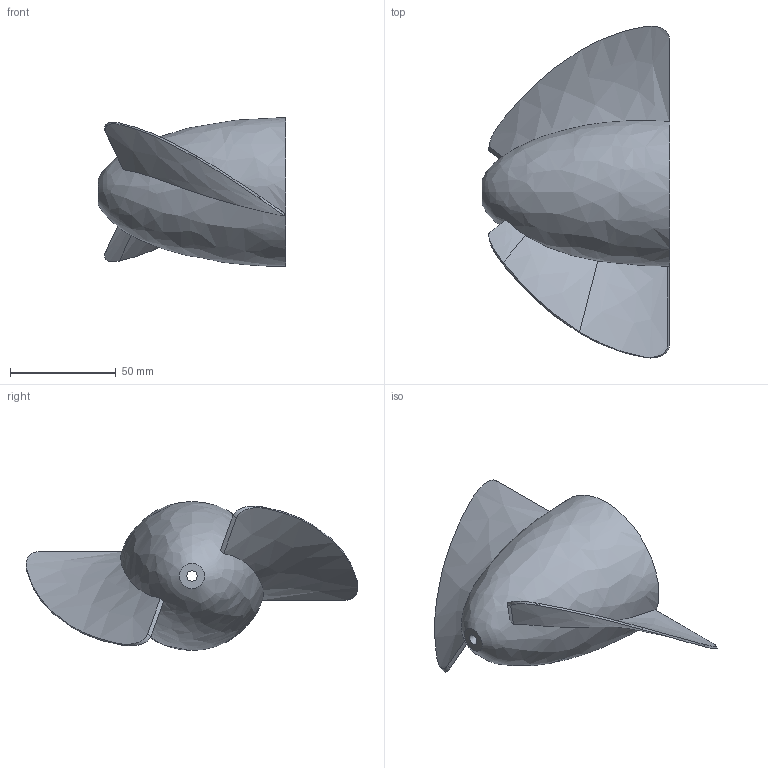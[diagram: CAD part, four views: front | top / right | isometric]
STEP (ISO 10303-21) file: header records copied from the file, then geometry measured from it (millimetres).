
FILE_DESCRIPTION(/* description */ (''),/* implementation_level */ '2;1');
FILE_NAME(/* name */ '6d8abc02-7034-4150-899e-2f8ab880e093.stp',/* time_stamp */ '2020-07-21T07:59:58+00:00',/* author */ (''),/* organization */ (''),/* preprocessor_version */ 'ST-DEVELOPER v18.1',/* originating_system */ 'Autodesk Translation Framework v9.3.0.1241',/* authorisation */ '');
FILE_SCHEMA (('AUTOMOTIVE_DESIGN { 1 0 10303 214 3 1 1 }'));
Length unit declared in the file: metre
Products named in the file (1): Propeller
Bounding box: 88.71 x 156.66 x 70.3 mm (x, y, z)
Volume: 219673.7 mm3; surface area: 39604 mm2
Topology: 1 solids, 1 shells, 32 faces, 75 edges, 48 vertices
Faces by surface type: bspline 21, plane 7, cylinder 2, cone 2
Full cylindrical faces by diameter (mm): 5 x1, 21 x1
Entity records: 1573 total; most frequent: CARTESIAN_POINT 944, ORIENTED_EDGE 150, EDGE_CURVE 75, B_SPLINE_CURVE_WITH_KNOTS 58, DIRECTION 50, VERTEX_POINT 48, EDGE_LOOP 37, FACE_OUTER_BOUND 32
